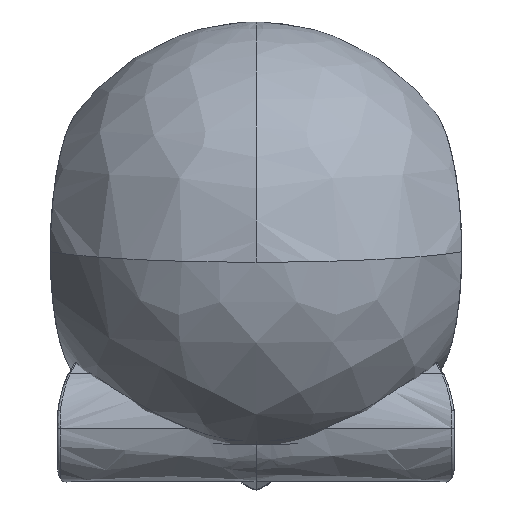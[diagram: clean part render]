
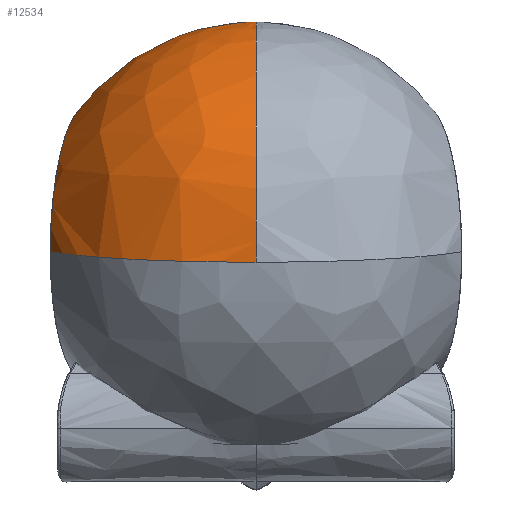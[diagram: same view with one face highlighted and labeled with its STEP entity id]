
A CAD part, front view. The second image highlights one B-rep face of the part: STEP entity #12534.
In plain terms, the highlighted free-form (B-spline) face has degree [2, 2] with [5, 5] control points.
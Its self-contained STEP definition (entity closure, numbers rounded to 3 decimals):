
#9605 = EDGE_CURVE('',#9606,#9608,#9610,.T.);
#9606 = VERTEX_POINT('',#9607);
#9607 = CARTESIAN_POINT('',(-7.228,4.764,
    8.572));
#9608 = VERTEX_POINT('',#9609);
#9609 = CARTESIAN_POINT('',(-4.91,13.901,
    9.282));
#9610 = B_SPLINE_CURVE_WITH_KNOTS('',3,(#9611,#9612,#9613,#9614,#9615,
    #9616,#9617,#9618,#9619,#9620,#9621,#9622,#9623,#9624,#9625,#9626,
    #9627,#9628,#9629,#9630,#9631,#9632,#9633,#9634),.UNSPECIFIED.,.F.,
  .F.,(4,2,2,2,2,2,2,2,2,2,2,4),(0.,0.002,
    0.004,0.005,0.006,
    0.007,0.009,0.01,
    0.011,0.013,0.015,
    0.017),.UNSPECIFIED.);
#9611 = CARTESIAN_POINT('',(-7.228,4.764,
    8.572));
#9612 = CARTESIAN_POINT('',(-7.228,4.715,
    9.198));
#9613 = CARTESIAN_POINT('',(-7.196,4.786,
    9.821));
#9614 = CARTESIAN_POINT('',(-7.075,5.153,
    11.006));
#9615 = CARTESIAN_POINT('',(-6.985,5.449,
    11.559));
#9616 = CARTESIAN_POINT('',(-6.819,6.028,
    12.268));
#9617 = CARTESIAN_POINT('',(-6.758,6.241,
    12.483));
#9618 = CARTESIAN_POINT('',(-6.627,6.712,
    12.871));
#9619 = CARTESIAN_POINT('',(-6.556,6.967,
    13.042));
#9620 = CARTESIAN_POINT('',(-6.412,7.498,
    13.324));
#9621 = CARTESIAN_POINT('',(-6.337,7.778,
    13.439));
#9622 = CARTESIAN_POINT('',(-6.184,8.36,13.61
    ));
#9623 = CARTESIAN_POINT('',(-6.107,8.656,
    13.665));
#9624 = CARTESIAN_POINT('',(-5.953,9.254,13.713
    ));
#9625 = CARTESIAN_POINT('',(-5.876,9.56,
    13.706));
#9626 = CARTESIAN_POINT('',(-5.727,10.159,
    13.63));
#9627 = CARTESIAN_POINT('',(-5.655,10.452,
    13.562));
#9628 = CARTESIAN_POINT('',(-5.449,11.313,
    13.267));
#9629 = CARTESIAN_POINT('',(-5.326,11.846,
    12.954));
#9630 = CARTESIAN_POINT('',(-5.122,12.768,
    12.128));
#9631 = CARTESIAN_POINT('',(-5.044,13.142,
    11.628));
#9632 = CARTESIAN_POINT('',(-4.937,13.687,
    10.513));
#9633 = CARTESIAN_POINT('',(-4.91,13.852,
    9.902));
#9634 = CARTESIAN_POINT('',(-4.91,13.901,
    9.282));
#10234 = VERTEX_POINT('',#10235);
#10235 = CARTESIAN_POINT('',(0.,-0.018,
    8.204));
#10241 = EDGE_CURVE('',#10234,#9606,#10242,.T.);
#10242 = ( BOUNDED_CURVE() B_SPLINE_CURVE(2,(#10243,#10244,#10245),
.UNSPECIFIED.,.F.,.F.) B_SPLINE_CURVE_WITH_KNOTS((3,3),(0.,
10.546),.PIECEWISE_BEZIER_KNOTS.) CURVE() 
GEOMETRIC_REPRESENTATION_ITEM() RATIONAL_B_SPLINE_CURVE((1.,
0.833,1.)) REPRESENTATION_ITEM('') );
#10243 = CARTESIAN_POINT('',(0.,-0.018,
    8.204));
#10244 = CARTESIAN_POINT('',(-5.205,-0.018,
    8.204));
#10245 = CARTESIAN_POINT('',(-7.228,4.764,
    8.572));
#10249 = VERTEX_POINT('',#10250);
#10250 = CARTESIAN_POINT('',(-4.91,13.901,
    9.277));
#10275 = EDGE_CURVE('',#10249,#10276,#10278,.T.);
#10276 = VERTEX_POINT('',#10277);
#10277 = CARTESIAN_POINT('',(-3.863,14.609,
    9.331));
#10278 = ( BOUNDED_CURVE() B_SPLINE_CURVE(2,(#10279,#10280,#10281),
.UNSPECIFIED.,.F.,.F.) B_SPLINE_CURVE_WITH_KNOTS((3,3),(0.,
1.453),.PIECEWISE_BEZIER_KNOTS.) CURVE() 
GEOMETRIC_REPRESENTATION_ITEM() RATIONAL_B_SPLINE_CURVE((1.,
0.997,1.)) REPRESENTATION_ITEM('') );
#10279 = CARTESIAN_POINT('',(-4.91,13.901,
    9.277));
#10280 = CARTESIAN_POINT('',(-4.415,14.297,
    9.307));
#10281 = CARTESIAN_POINT('',(-3.863,14.609,
    9.331));
#10434 = VERTEX_POINT('',#10435);
#10435 = CARTESIAN_POINT('',(0.,14.959,
    12.018));
#10448 = EDGE_CURVE('',#10434,#10449,#10451,.T.);
#10449 = VERTEX_POINT('',#10450);
#10450 = CARTESIAN_POINT('',(0.,7.2,16.627));
#10451 = ( BOUNDED_CURVE() B_SPLINE_CURVE(2,(#10452,#10453,#10454),
.UNSPECIFIED.,.F.,.F.) B_SPLINE_CURVE_WITH_KNOTS((3,3),(0.361,
1.571),.PIECEWISE_BEZIER_KNOTS.) CURVE() 
GEOMETRIC_REPRESENTATION_ITEM() RATIONAL_B_SPLINE_CURVE((1.,
0.818,1.)) REPRESENTATION_ITEM('') );
#10452 = CARTESIAN_POINT('',(0.,14.959,
    12.018));
#10453 = CARTESIAN_POINT('',(0.,12.7,
    17.051));
#10454 = CARTESIAN_POINT('',(0.,7.2,16.627));
#10456 = EDGE_CURVE('',#10449,#10234,#10457,.T.);
#10457 = ( BOUNDED_CURVE() B_SPLINE_CURVE(2,(#10458,#10459,#10460),
.UNSPECIFIED.,.F.,.F.) B_SPLINE_CURVE_WITH_KNOTS((3,3),(-1.571,
0.),.PIECEWISE_BEZIER_KNOTS.) CURVE() GEOMETRIC_REPRESENTATION_ITEM() 
RATIONAL_B_SPLINE_CURVE((1.,0.707,1.)) REPRESENTATION_ITEM('') 
  );
#10458 = CARTESIAN_POINT('',(0.,7.2,16.627));
#10459 = CARTESIAN_POINT('',(0.,-0.621,
    16.025));
#10460 = CARTESIAN_POINT('',(0.,-0.018,
    8.204));
#10743 = EDGE_CURVE('',#10434,#10276,#10744,.T.);
#10744 = B_SPLINE_CURVE_WITH_KNOTS('',3,(#10745,#10746,#10747,#10748,
    #10749,#10750,#10751,#10752,#10753,#10754),.UNSPECIFIED.,.F.,.F.,(4,
    2,2,2,4),(0.025,0.026,0.028,
    0.029,0.03),.UNSPECIFIED.);
#10745 = CARTESIAN_POINT('',(0.,14.959,
    12.018));
#10746 = CARTESIAN_POINT('',(-0.447,14.959,
    12.018));
#10747 = CARTESIAN_POINT('',(-0.863,14.966,
    11.911));
#10748 = CARTESIAN_POINT('',(-1.63,14.971,
    11.573));
#10749 = CARTESIAN_POINT('',(-1.981,14.967,
    11.341));
#10750 = CARTESIAN_POINT('',(-2.612,14.927,
    10.836));
#10751 = CARTESIAN_POINT('',(-2.893,14.89,
    10.561));
#10752 = CARTESIAN_POINT('',(-3.417,14.778,
    9.971));
#10753 = CARTESIAN_POINT('',(-3.651,14.703,
    9.662));
#10754 = CARTESIAN_POINT('',(-3.863,14.609,
    9.331));
#11987 = EDGE_CURVE('',#9608,#10249,#11988,.T.);
#11988 = B_SPLINE_CURVE_WITH_KNOTS('',3,(#11989,#11990,#11991,#11992),
  .UNSPECIFIED.,.F.,.F.,(4,4),(0.017,0.017),
  .PIECEWISE_BEZIER_KNOTS.);
#11989 = CARTESIAN_POINT('',(-4.91,13.901,
    9.282));
#11990 = CARTESIAN_POINT('',(-4.91,13.901,
    9.28));
#11991 = CARTESIAN_POINT('',(-4.91,13.901,
    9.278));
#11992 = CARTESIAN_POINT('',(-4.91,13.901,
    9.277));
#12534 = ADVANCED_FACE('',(#12535),#12544,.T.);
#12535 = FACE_BOUND('',#12536,.T.);
#12536 = EDGE_LOOP('',(#12537,#12538,#12539,#12540,#12541,#12542,#12543)
  );
#12537 = ORIENTED_EDGE('',*,*,#10743,.T.);
#12538 = ORIENTED_EDGE('',*,*,#10275,.F.);
#12539 = ORIENTED_EDGE('',*,*,#11987,.F.);
#12540 = ORIENTED_EDGE('',*,*,#9605,.F.);
#12541 = ORIENTED_EDGE('',*,*,#10241,.F.);
#12542 = ORIENTED_EDGE('',*,*,#10456,.F.);
#12543 = ORIENTED_EDGE('',*,*,#10448,.F.);
#12544 = ( BOUNDED_SURFACE() B_SPLINE_SURFACE(2,2,(
    (#12545,#12546,#12547,#12548,#12549)
    ,(#12550,#12551,#12552,#12553,#12554)
    ,(#12555,#12556,#12557,#12558,#12559)
    ,(#12560,#12561,#12562,#12563,#12564)
    ,(#12565,#12566,#12567,#12568,#12569
)),.UNSPECIFIED.,.F.,.F.,.F.) B_SPLINE_SURFACE_WITH_KNOTS((3,2,3),(3,2,3
    ),(3.142,4.712,6.283),(-1.571,0.,
    1.571),.PIECEWISE_BEZIER_KNOTS.) 
GEOMETRIC_REPRESENTATION_ITEM() RATIONAL_B_SPLINE_SURFACE((
    (1.,0.707,1.,0.707,1.)
    ,(0.707,0.5,0.707,0.5,0.707)
    ,(1.,0.707,1.,0.707,1.)
    ,(0.707,0.5,0.707,0.5,0.707)
,(1.,0.707,1.,0.707,1.
))) REPRESENTATION_ITEM('') SURFACE() );
#12545 = CARTESIAN_POINT('',(0.,8.405,0.986));
#12546 = CARTESIAN_POINT('',(0.,16.226,1.589));
#12547 = CARTESIAN_POINT('',(0.,15.623,9.409));
#12548 = CARTESIAN_POINT('',(0.,15.02,17.23));
#12549 = CARTESIAN_POINT('',(0.,7.2,16.627));
#12550 = CARTESIAN_POINT('',(0.,8.405,0.986));
#12551 = CARTESIAN_POINT('',(-7.844,16.226,
    1.589));
#12552 = CARTESIAN_POINT('',(-7.844,15.623,
    9.409));
#12553 = CARTESIAN_POINT('',(-7.844,15.02,
    17.23));
#12554 = CARTESIAN_POINT('',(0.,7.2,16.627));
#12555 = CARTESIAN_POINT('',(0.,8.405,0.986));
#12556 = CARTESIAN_POINT('',(-7.844,8.405,
    0.986));
#12557 = CARTESIAN_POINT('',(-7.844,7.802,
    8.807));
#12558 = CARTESIAN_POINT('',(-7.844,7.2,
    16.627));
#12559 = CARTESIAN_POINT('',(0.,7.2,16.627));
#12560 = CARTESIAN_POINT('',(0.,8.405,0.986));
#12561 = CARTESIAN_POINT('',(-7.844,0.584,0.383)
  );
#12562 = CARTESIAN_POINT('',(-7.844,-0.018,
    8.204));
#12563 = CARTESIAN_POINT('',(-7.844,-0.621,
    16.025));
#12564 = CARTESIAN_POINT('',(0.,7.2,16.627));
#12565 = CARTESIAN_POINT('',(0.,8.405,0.986));
#12566 = CARTESIAN_POINT('',(0.,0.584,
    0.383));
#12567 = CARTESIAN_POINT('',(0.,-0.018,
    8.204));
#12568 = CARTESIAN_POINT('',(0.,-0.621,
    16.025));
#12569 = CARTESIAN_POINT('',(0.,7.2,16.627));
